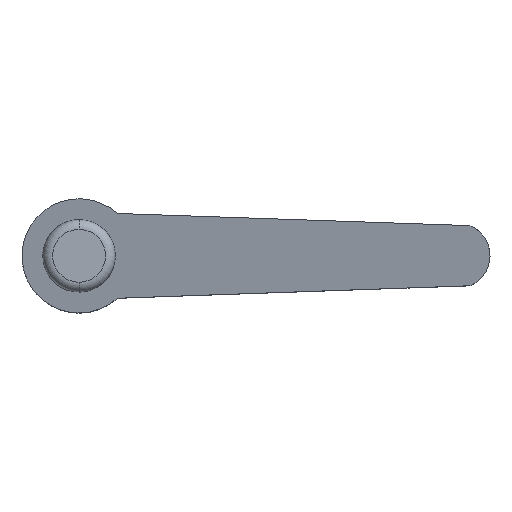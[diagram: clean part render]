
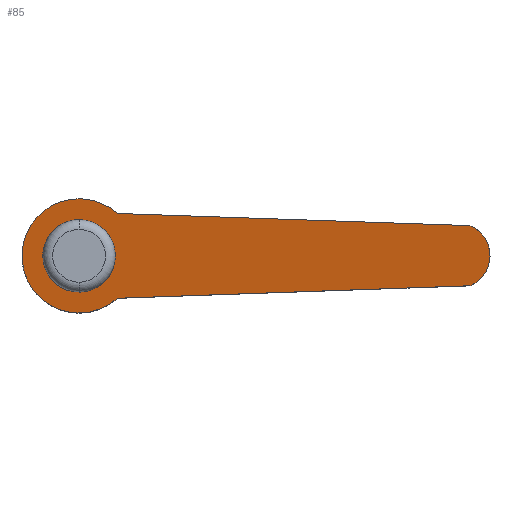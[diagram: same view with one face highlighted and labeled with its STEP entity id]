
A CAD part, top view. The second image highlights one B-rep face of the part: STEP entity #85.
In plain terms, the highlighted planar face has unit normal (-0.259, 0, 0.966).
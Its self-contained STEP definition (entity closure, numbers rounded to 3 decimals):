
#85=ADVANCED_FACE('',(#175,#176),#177,.T.);
#175=FACE_OUTER_BOUND('',#270,.T.);
#176=FACE_BOUND('',#271,.T.);
#177=PLANE('',#272);
#270=EDGE_LOOP('',(#715,#716,#717,#718,#719,#720,#721));
#271=EDGE_LOOP('',(#722,#723,#724,#725,#726));
#272=AXIS2_PLACEMENT_3D('',#727,#728,#729);
#715=ORIENTED_EDGE('',*,*,#894,.F.);
#716=ORIENTED_EDGE('',*,*,#895,.F.);
#717=ORIENTED_EDGE('',*,*,#896,.F.);
#718=ORIENTED_EDGE('',*,*,#897,.F.);
#719=ORIENTED_EDGE('',*,*,#898,.F.);
#720=ORIENTED_EDGE('',*,*,#899,.F.);
#721=ORIENTED_EDGE('',*,*,#857,.F.);
#722=ORIENTED_EDGE('',*,*,#871,.T.);
#723=ORIENTED_EDGE('',*,*,#870,.T.);
#724=ORIENTED_EDGE('',*,*,#860,.T.);
#725=ORIENTED_EDGE('',*,*,#864,.T.);
#726=ORIENTED_EDGE('',*,*,#892,.T.);
#727=CARTESIAN_POINT('',(-9.75,-9.75,25.507));
#728=DIRECTION('',(-0.259,0.0,0.966));
#729=DIRECTION('',(0.0,-1.0,0.0));
#857=EDGE_CURVE('',#969,#965,#971,.F.);
#860=EDGE_CURVE('',#976,#974,#977,.T.);
#864=EDGE_CURVE('',#974,#980,#983,.T.);
#870=EDGE_CURVE('',#991,#976,#992,.T.);
#871=EDGE_CURVE('',#993,#991,#994,.T.);
#892=EDGE_CURVE('',#980,#993,#1021,.T.);
#894=EDGE_CURVE('',#1023,#969,#1024,.F.);
#895=EDGE_CURVE('',#1025,#1023,#1026,.T.);
#896=EDGE_CURVE('',#1027,#1025,#1028,.F.);
#897=EDGE_CURVE('',#1029,#1027,#1030,.F.);
#898=EDGE_CURVE('',#1031,#1029,#1032,.T.);
#899=EDGE_CURVE('',#965,#1031,#1033,.F.);
#965=VERTEX_POINT('',#1194);
#969=VERTEX_POINT('',#1199);
#971=ELLIPSE('',#1202,9.059,8.75);
#974=VERTEX_POINT('',#1205);
#976=VERTEX_POINT('',#1208);
#977=ELLIPSE('',#1209,5.746,5.55);
#980=VERTEX_POINT('',#1212);
#983=ELLIPSE('',#1216,5.746,5.55);
#991=VERTEX_POINT('',#1224);
#992=B_SPLINE_CURVE_WITH_KNOTS('',3,(#1225,#1226,#1227,#1228,#1229,#1230,#1231,#1232,#1233,#1234,#1235,#1236,#1237,#1238,#1239,#1240,#1241,#1242,#1243,#1244,#1245,#1246,#1247,#1248,#1249,#1250,#1251,#1252,#1253,#1254,#1255),.UNSPECIFIED.,.F.,.F.,(4,2,2,2,2,2,2,3,2,2,2,2,2,2,4),(-3.965,-3.289,-2.809,-2.33,-1.747,-1.165,-0.582,0.0,0.582,1.165,1.747,2.33,2.809,3.289,3.965),.UNSPECIFIED.);
#993=VERTEX_POINT('',#1256);
#994=B_SPLINE_CURVE_WITH_KNOTS('',3,(#1257,#1258,#1259,#1260,#1261,#1262,#1263,#1264,#1265,#1266,#1267,#1268,#1269,#1270,#1271,#1272,#1273,#1274,#1275,#1276,#1277,#1278,#1279,#1280,#1281,#1282,#1283,#1284,#1285,#1286,#1287),.UNSPECIFIED.,.F.,.F.,(4,2,2,2,2,2,2,3,2,2,2,2,2,2,4),(-3.965,-3.289,-2.809,-2.33,-1.747,-1.165,-0.582,0.0,0.582,1.165,1.747,2.33,2.809,3.289,3.965),.UNSPECIFIED.);
#1021=ELLIPSE('',#1318,5.746,5.55);
#1023=VERTEX_POINT('',#1320);
#1024=ELLIPSE('',#1321,9.059,8.75);
#1025=VERTEX_POINT('',#1322);
#1026=LINE('',#1323,#1324);
#1027=VERTEX_POINT('',#1325);
#1028=ELLIPSE('',#1326,5.176,5.);
#1029=VERTEX_POINT('',#1327);
#1030=ELLIPSE('',#1328,5.176,5.);
#1031=VERTEX_POINT('',#1329);
#1032=LINE('',#1330,#1331);
#1033=ELLIPSE('',#1332,9.059,8.75);
#1194=CARTESIAN_POINT('',(0.,8.75,28.119));
#1199=CARTESIAN_POINT('',(0.,-8.75,28.119));
#1202=AXIS2_PLACEMENT_3D('',#1571,#1572,#1573);
#1205=CARTESIAN_POINT('',(0.,-5.55,28.119));
#1208=CARTESIAN_POINT('',(5.153,-2.061,29.5));
#1209=AXIS2_PLACEMENT_3D('',#1575,#1576,#1577);
#1212=CARTESIAN_POINT('',(0.,5.55,28.119));
#1216=AXIS2_PLACEMENT_3D('',#1582,#1583,#1584);
#1224=CARTESIAN_POINT('',(5.546,0.,29.605));
#1225=CARTESIAN_POINT('',(4.024,3.777,29.197));
#1226=CARTESIAN_POINT('',(4.197,3.607,29.244));
#1227=CARTESIAN_POINT('',(4.356,3.423,29.286));
#1228=CARTESIAN_POINT('',(4.584,3.119,29.348));
#1229=CARTESIAN_POINT('',(4.682,2.975,29.374));
#1230=CARTESIAN_POINT('',(4.862,2.678,29.422));
#1231=CARTESIAN_POINT('',(4.944,2.524,29.444));
#1232=CARTESIAN_POINT('',(5.096,2.207,29.485));
#1233=CARTESIAN_POINT('',(5.173,2.02,29.505));
#1234=CARTESIAN_POINT('',(5.308,1.631,29.542));
#1235=CARTESIAN_POINT('',(5.366,1.428,29.557));
#1236=CARTESIAN_POINT('',(5.458,1.017,29.582));
#1237=CARTESIAN_POINT('',(5.492,0.808,29.591));
#1238=CARTESIAN_POINT('',(5.536,0.397,29.603));
#1239=CARTESIAN_POINT('',(5.546,0.194,29.605));
#1240=CARTESIAN_POINT('',(5.546,0.0,29.605));
#1241=CARTESIAN_POINT('',(5.546,-0.194,29.605));
#1242=CARTESIAN_POINT('',(5.536,-0.397,29.603));
#1243=CARTESIAN_POINT('',(5.492,-0.808,29.591));
#1244=CARTESIAN_POINT('',(5.458,-1.017,29.582));
#1245=CARTESIAN_POINT('',(5.366,-1.428,29.557));
#1246=CARTESIAN_POINT('',(5.308,-1.631,29.542));
#1247=CARTESIAN_POINT('',(5.173,-2.02,29.505));
#1248=CARTESIAN_POINT('',(5.096,-2.207,29.485));
#1249=CARTESIAN_POINT('',(4.944,-2.524,29.444));
#1250=CARTESIAN_POINT('',(4.862,-2.678,29.422));
#1251=CARTESIAN_POINT('',(4.682,-2.975,29.374));
#1252=CARTESIAN_POINT('',(4.584,-3.119,29.348));
#1253=CARTESIAN_POINT('',(4.356,-3.423,29.286));
#1254=CARTESIAN_POINT('',(4.197,-3.607,29.244));
#1255=CARTESIAN_POINT('',(4.024,-3.777,29.197));
#1256=CARTESIAN_POINT('',(5.153,2.061,29.5));
#1257=CARTESIAN_POINT('',(4.024,3.777,29.197));
#1258=CARTESIAN_POINT('',(4.197,3.607,29.244));
#1259=CARTESIAN_POINT('',(4.356,3.423,29.286));
#1260=CARTESIAN_POINT('',(4.584,3.119,29.348));
#1261=CARTESIAN_POINT('',(4.682,2.975,29.374));
#1262=CARTESIAN_POINT('',(4.862,2.678,29.422));
#1263=CARTESIAN_POINT('',(4.944,2.524,29.444));
#1264=CARTESIAN_POINT('',(5.096,2.207,29.485));
#1265=CARTESIAN_POINT('',(5.173,2.02,29.505));
#1266=CARTESIAN_POINT('',(5.308,1.631,29.542));
#1267=CARTESIAN_POINT('',(5.366,1.428,29.557));
#1268=CARTESIAN_POINT('',(5.458,1.017,29.582));
#1269=CARTESIAN_POINT('',(5.492,0.808,29.591));
#1270=CARTESIAN_POINT('',(5.536,0.397,29.603));
#1271=CARTESIAN_POINT('',(5.546,0.194,29.605));
#1272=CARTESIAN_POINT('',(5.546,0.0,29.605));
#1273=CARTESIAN_POINT('',(5.546,-0.194,29.605));
#1274=CARTESIAN_POINT('',(5.536,-0.397,29.603));
#1275=CARTESIAN_POINT('',(5.492,-0.808,29.591));
#1276=CARTESIAN_POINT('',(5.458,-1.017,29.582));
#1277=CARTESIAN_POINT('',(5.366,-1.428,29.557));
#1278=CARTESIAN_POINT('',(5.308,-1.631,29.542));
#1279=CARTESIAN_POINT('',(5.173,-2.02,29.505));
#1280=CARTESIAN_POINT('',(5.096,-2.207,29.485));
#1281=CARTESIAN_POINT('',(4.944,-2.524,29.444));
#1282=CARTESIAN_POINT('',(4.862,-2.678,29.422));
#1283=CARTESIAN_POINT('',(4.682,-2.975,29.374));
#1284=CARTESIAN_POINT('',(4.584,-3.119,29.348));
#1285=CARTESIAN_POINT('',(4.356,-3.423,29.286));
#1286=CARTESIAN_POINT('',(4.197,-3.607,29.244));
#1287=CARTESIAN_POINT('',(4.024,-3.777,29.197));
#1318=AXIS2_PLACEMENT_3D('',#1625,#1626,#1627);
#1320=CARTESIAN_POINT('',(5.858,-6.5,29.689));
#1321=AXIS2_PLACEMENT_3D('',#1628,#1629,#1630);
#1322=CARTESIAN_POINT('',(59.932,-4.612,44.178));
#1323=CARTESIAN_POINT('',(0.421,-6.69,28.232));
#1324=VECTOR('',#1631,1.0);
#1325=CARTESIAN_POINT('',(62.999,-0.1,45.));
#1326=AXIS2_PLACEMENT_3D('',#1632,#1633,#1634);
#1327=CARTESIAN_POINT('',(59.932,4.612,44.178));
#1328=AXIS2_PLACEMENT_3D('',#1635,#1636,#1637);
#1329=CARTESIAN_POINT('',(5.858,6.5,29.689));
#1330=CARTESIAN_POINT('',(25.968,5.798,35.077));
#1331=VECTOR('',#1638,1.0);
#1332=AXIS2_PLACEMENT_3D('',#1639,#1640,#1641);
#1571=CARTESIAN_POINT('',(0.0,0.0,28.119));
#1572=DIRECTION('',(-0.259,0.0,0.966));
#1573=DIRECTION('',(0.966,0.0,0.259));
#1575=CARTESIAN_POINT('',(0.0,0.0,28.119));
#1576=DIRECTION('',(0.259,0.0,-0.966));
#1577=DIRECTION('',(0.966,0.0,0.259));
#1582=CARTESIAN_POINT('',(0.0,0.0,28.119));
#1583=DIRECTION('',(0.259,0.0,-0.966));
#1584=DIRECTION('',(0.966,0.0,0.259));
#1625=CARTESIAN_POINT('',(0.0,0.0,28.119));
#1626=DIRECTION('',(0.259,0.0,-0.966));
#1627=DIRECTION('',(0.966,0.0,0.259));
#1628=CARTESIAN_POINT('',(0.0,0.0,28.119));
#1629=DIRECTION('',(-0.259,0.0,0.966));
#1630=DIRECTION('',(0.966,0.0,0.259));
#1631=DIRECTION('',(-0.965,-0.034,-0.259));
#1632=CARTESIAN_POINT('',(58.0,0.0,43.66));
#1633=DIRECTION('',(-0.259,0.0,0.966));
#1634=DIRECTION('',(0.966,0.0,0.259));
#1635=CARTESIAN_POINT('',(58.0,0.0,43.66));
#1636=DIRECTION('',(-0.259,0.0,0.966));
#1637=DIRECTION('',(0.966,0.0,0.259));
#1638=DIRECTION('',(0.965,-0.034,0.259));
#1639=CARTESIAN_POINT('',(0.0,0.0,28.119));
#1640=DIRECTION('',(-0.259,0.0,0.966));
#1641=DIRECTION('',(0.966,0.0,0.259));
